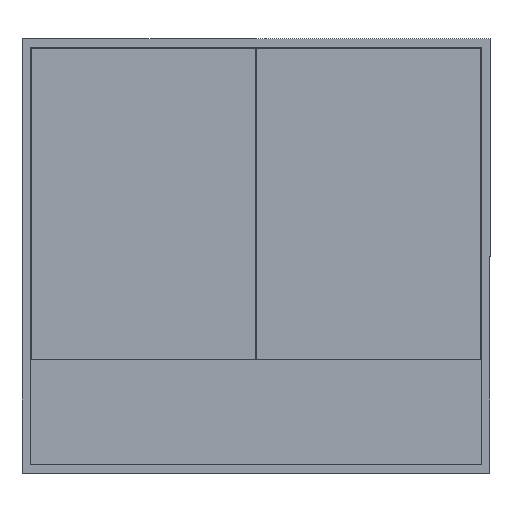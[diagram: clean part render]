
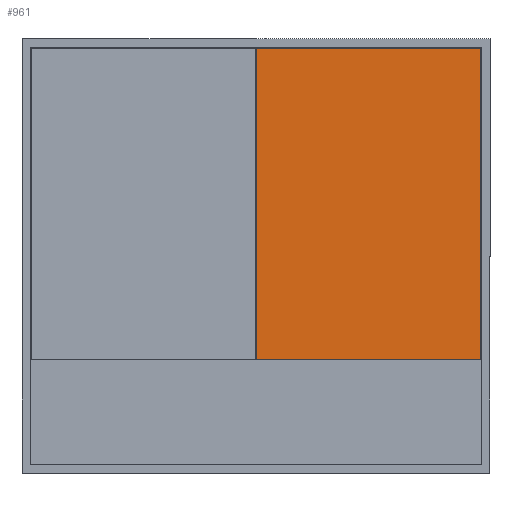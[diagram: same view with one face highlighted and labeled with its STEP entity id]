
A CAD part, top view. The second image highlights one B-rep face of the part: STEP entity #961.
In plain terms, the highlighted planar face has unit normal (0, 0, 1).
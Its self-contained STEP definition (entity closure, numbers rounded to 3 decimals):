
#5 = PLANE ( 'NONE',  #403 ) ;
#45 = VECTOR ( 'NONE', #754, 1000. ) ;
#54 = VERTEX_POINT ( 'NONE', #670 ) ;
#86 = CARTESIAN_POINT ( 'NONE',  ( 432., 399.5, 130. ) ) ;
#113 = EDGE_CURVE ( 'NONE', #358, #54, #1050, .T. ) ;
#137 = FACE_OUTER_BOUND ( 'NONE', #985, .T. ) ;
#157 = EDGE_CURVE ( 'NONE', #358, #395, #560, .T. ) ;
#166 = VECTOR ( 'NONE', #1097, 1000. ) ;
#210 = VECTOR ( 'NONE', #854, 1000. ) ;
#344 = EDGE_CURVE ( 'NONE', #54, #753, #782, .T. ) ;
#358 = VERTEX_POINT ( 'NONE', #860 ) ;
#375 = EDGE_CURVE ( 'NONE', #753, #395, #524, .T. ) ;
#395 = VERTEX_POINT ( 'NONE', #952 ) ;
#403 = AXIS2_PLACEMENT_3D ( 'NONE', #539, #709, #812 ) ;
#428 = CARTESIAN_POINT ( 'NONE',  ( 432., 399.5, 130. ) ) ;
#433 = VECTOR ( 'NONE', #964, 1000. ) ;
#491 = ORIENTED_EDGE ( 'NONE', *, *, #375, .T. ) ;
#524 = LINE ( 'NONE', #428, #210 ) ;
#539 = CARTESIAN_POINT ( 'NONE',  ( 0., 0., 130. ) ) ;
#560 = LINE ( 'NONE', #591, #166 ) ;
#562 = CARTESIAN_POINT ( 'NONE',  ( 432., -199.5, 130. ) ) ;
#591 = CARTESIAN_POINT ( 'NONE',  ( 1., 399.5, 130. ) ) ;
#635 = ORIENTED_EDGE ( 'NONE', *, *, #157, .F. ) ;
#646 = ORIENTED_EDGE ( 'NONE', *, *, #344, .T. ) ;
#670 = CARTESIAN_POINT ( 'NONE',  ( 432., -199.5, 130. ) ) ;
#709 = DIRECTION ( 'NONE',  ( 0., 0., 1. ) ) ;
#753 = VERTEX_POINT ( 'NONE', #86 ) ;
#754 = DIRECTION ( 'NONE',  ( 1., 0., 0. ) ) ;
#782 = LINE ( 'NONE', #562, #433 ) ;
#802 = ORIENTED_EDGE ( 'NONE', *, *, #113, .T. ) ;
#812 = DIRECTION ( 'NONE',  ( 1., 0., 0. ) ) ;
#853 = CARTESIAN_POINT ( 'NONE',  ( 432., -199.5, 130. ) ) ;
#854 = DIRECTION ( 'NONE',  ( -1., 0., 0. ) ) ;
#860 = CARTESIAN_POINT ( 'NONE',  ( 1., -199.5, 130. ) ) ;
#952 = CARTESIAN_POINT ( 'NONE',  ( 1., 399.5, 130. ) ) ;
#961 = ADVANCED_FACE ( 'NONE', ( #137 ), #5, .T. ) ;
#964 = DIRECTION ( 'NONE',  ( 0., 1., 0. ) ) ;
#985 = EDGE_LOOP ( 'NONE', ( #635, #802, #646, #491 ) ) ;
#1050 = LINE ( 'NONE', #853, #45 ) ;
#1097 = DIRECTION ( 'NONE',  ( 0., 1., 0. ) ) ;
